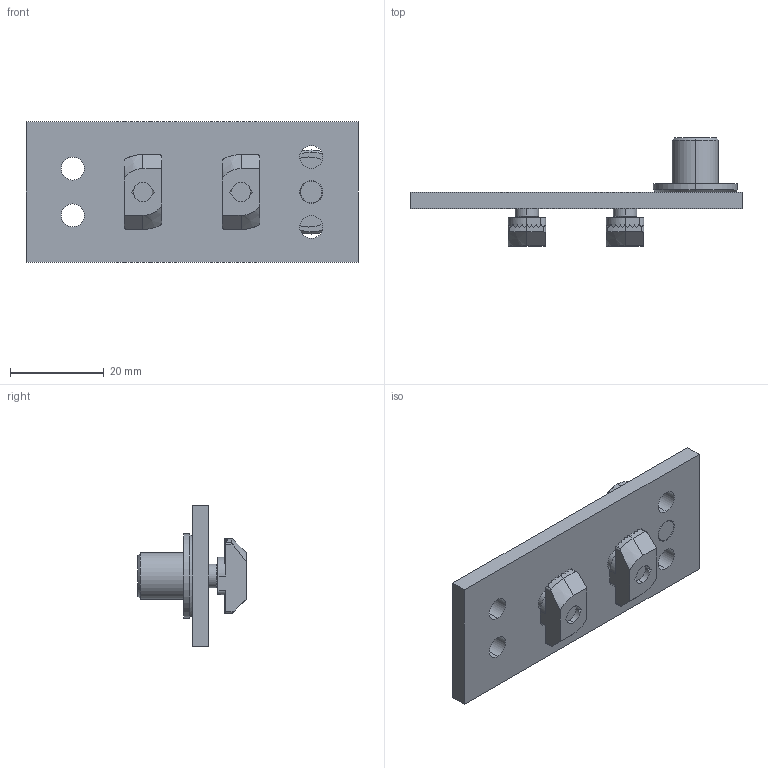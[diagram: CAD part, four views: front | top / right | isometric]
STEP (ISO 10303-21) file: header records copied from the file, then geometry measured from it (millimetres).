
FILE_DESCRIPTION (( 'STEP AP214' ), '1' );
FILE_NAME ('6221400', '2019-02-01T14:38:12', ( '' ), ('JUGARD+KÜNSTNER GmbH'), 'SwSTEP 2.0', 'SolidWorks 2017', '' );
FILE_SCHEMA (( 'AUTOMOTIVE_DESIGN' ));
Length unit declared in the file: millimetre
Products named in the file (7): Kopie von 6221400-Nut 8^6221400; Kopie von 6221400-Nut 10^6221400; 6221400_CNAJF00; Kopie von Faltt_X2_00FC_X0_rbeschlag-8-10 ZN^6221400; Kopie von fath_093fde30n0810_Temp_2^6221400; Kopie von Bolzen^6221400; Kopie von fath_093fde30n0810_Temp_4^6221400
Assembly tree (8 placements, depth 2):
  6221400_CNAJF00
    Kopie von Faltt_X2_00FC_X0_rbeschlag-8-10 ZN^6221400
    Kopie von Bolzen^6221400
    Kopie von 6221400-Nut 10^6221400
    Kopie von 6221400-Nut 8^6221400
    Kopie von fath_093fde30n0810_Temp_2^6221400  x2
    Kopie von fath_093fde30n0810_Temp_4^6221400  x2
Bounding box: 71 x 23.1 x 30 mm (x, y, z)
Volume: 10010.4 mm3; surface area: 8838.6 mm2
Topology: 8 solids, 8 shells, 346 faces, 858 edges, 528 vertices
Faces by surface type: plane 134, cylinder 124, cone 84, bspline 4
Entity records: 6590 total; most frequent: CARTESIAN_POINT 1488, DIRECTION 1030, ORIENTED_EDGE 1004, EDGE_CURVE 502, AXIS2_PLACEMENT_3D 389, VERTEX_POINT 311, VECTOR 252, LINE 252
